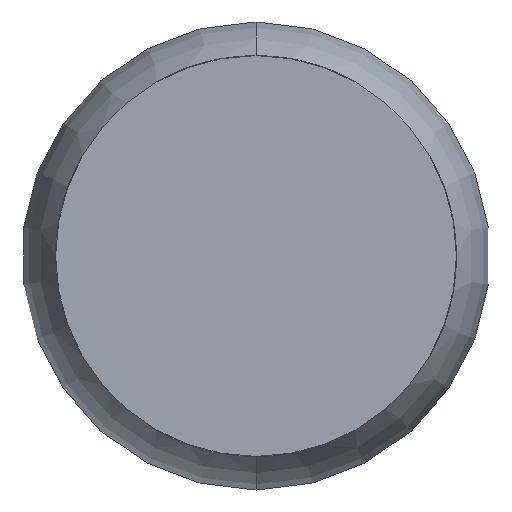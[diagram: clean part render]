
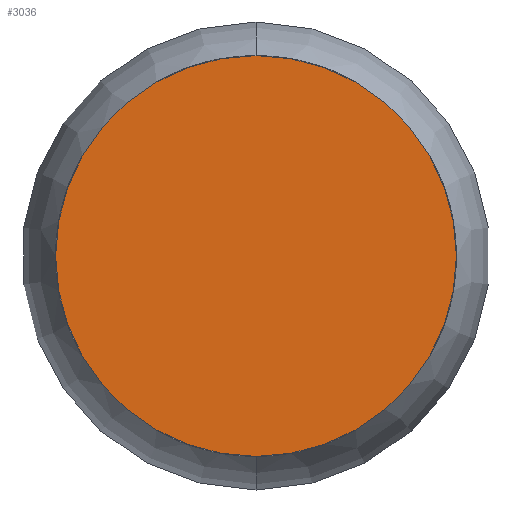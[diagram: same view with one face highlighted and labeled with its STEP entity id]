
A CAD part, front view. The second image highlights one B-rep face of the part: STEP entity #3036.
In plain terms, the highlighted planar face has unit normal (0, -1, 0).
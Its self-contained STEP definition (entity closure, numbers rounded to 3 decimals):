
#178 = ORIENTED_EDGE ( 'NONE', *, *, #2883, .F. ) ;
#239 = EDGE_CURVE ( 'Defeature ausgef�hrt2_6+Defeature ausgef�hrt2_5+Defeature ausgef�hrt2_5+Defeature ausgef�hrt2_5', #650, #730, #2278, .T. ) ;
#493 = CIRCLE ( 'NONE', #1810, 0.35 ) ;
#650 = VERTEX_POINT ( 'NONE', #2171 ) ;
#730 = VERTEX_POINT ( 'NONE', #2143 ) ;
#801 = EDGE_LOOP ( 'NONE', ( #3233, #178 ) ) ;
#1231 = CARTESIAN_POINT ( 'NONE',  ( 0., -32.7, 0. ) ) ;
#1244 = CARTESIAN_POINT ( 'NONE',  ( 0., -32.7, 0. ) ) ;
#1561 = DIRECTION ( 'NONE',  ( 0., 1., 0. ) ) ;
#1748 = DIRECTION ( 'NONE',  ( 0., 1., 0. ) ) ;
#1810 = AXIS2_PLACEMENT_3D ( 'NONE', #1231, #2109, #3611 ) ;
#2109 = DIRECTION ( 'NONE',  ( 0., 1., 0. ) ) ;
#2143 = CARTESIAN_POINT ( 'NONE',  ( 0., -32.7, -0.35 ) ) ;
#2171 = CARTESIAN_POINT ( 'NONE',  ( 0., -32.7, 0.35 ) ) ;
#2278 = CIRCLE ( 'NONE', #3413, 0.35 ) ;
#2619 = AXIS2_PLACEMENT_3D ( 'NONE', #2955, #1748, #2934 ) ;
#2629 = PLANE ( 'NONE',  #2619 ) ;
#2739 = DIRECTION ( 'NONE',  ( 0., 0., 1. ) ) ;
#2883 = EDGE_CURVE ( 'Defeature ausgef�hrt2_6+Defeature ausgef�hrt2_5+Defeature ausgef�hrt2_5+Defeature ausgef�hrt2_5', #730, #650, #493, .T. ) ;
#2934 = DIRECTION ( 'NONE',  ( 0., 0., 1. ) ) ;
#2955 = CARTESIAN_POINT ( 'NONE',  ( 0.35, -32.7, 0. ) ) ;
#3036 = ADVANCED_FACE ( 'Defeature ausgef�hrt2_5', ( #3791 ), #2629, .F. ) ;
#3233 = ORIENTED_EDGE ( 'NONE', *, *, #239, .F. ) ;
#3413 = AXIS2_PLACEMENT_3D ( 'NONE', #1244, #1561, #2739 ) ;
#3611 = DIRECTION ( 'NONE',  ( 0., 0., 1. ) ) ;
#3791 = FACE_OUTER_BOUND ( 'NONE', #801, .T. ) ;
